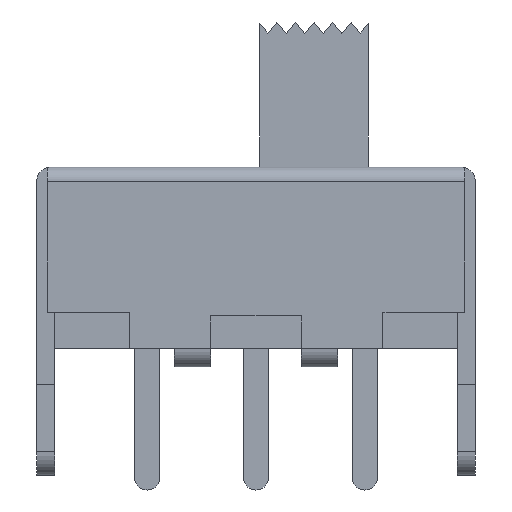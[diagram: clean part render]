
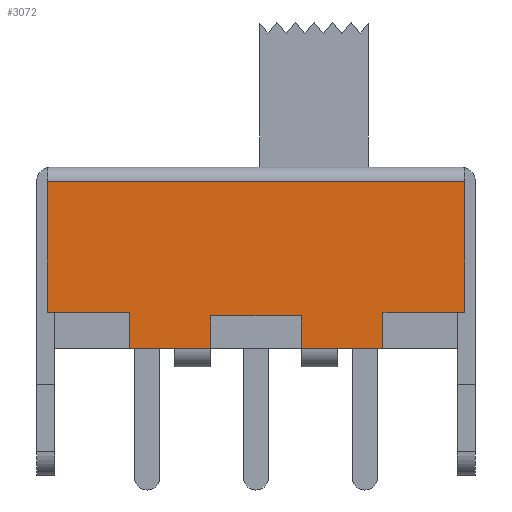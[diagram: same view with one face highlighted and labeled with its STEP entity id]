
A CAD part, left-side view. The second image highlights one B-rep face of the part: STEP entity #3072.
In plain terms, the highlighted planar face has unit normal (-1, 0, 0).
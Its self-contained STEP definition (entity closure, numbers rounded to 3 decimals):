
#384=ORIENTED_EDGE('',*,*,#866,.F.);
#385=ORIENTED_EDGE('',*,*,#956,.T.);
#386=ORIENTED_EDGE('',*,*,#957,.F.);
#387=ORIENTED_EDGE('',*,*,#958,.F.);
#388=ORIENTED_EDGE('',*,*,#959,.F.);
#389=ORIENTED_EDGE('',*,*,#960,.T.);
#390=ORIENTED_EDGE('',*,*,#849,.T.);
#391=ORIENTED_EDGE('',*,*,#903,.F.);
#392=ORIENTED_EDGE('',*,*,#961,.F.);
#393=ORIENTED_EDGE('',*,*,#962,.F.);
#394=ORIENTED_EDGE('',*,*,#943,.T.);
#395=ORIENTED_EDGE('',*,*,#963,.T.);
#396=ORIENTED_EDGE('',*,*,#964,.F.);
#397=ORIENTED_EDGE('',*,*,#965,.F.);
#398=ORIENTED_EDGE('',*,*,#966,.F.);
#399=ORIENTED_EDGE('',*,*,#891,.F.);
#849=EDGE_CURVE('',#1161,#1160,#1382,.T.);
#866=EDGE_CURVE('',#1176,#1177,#1393,.T.);
#891=EDGE_CURVE('',#1177,#1197,#1412,.T.);
#903=EDGE_CURVE('',#1204,#1160,#1424,.T.);
#943=EDGE_CURVE('',#1226,#1227,#1458,.T.);
#956=EDGE_CURVE('',#1176,#1235,#1470,.F.);
#957=EDGE_CURVE('',#1236,#1235,#1471,.T.);
#958=EDGE_CURVE('',#1237,#1236,#1472,.T.);
#959=EDGE_CURVE('',#1238,#1237,#1473,.T.);
#960=EDGE_CURVE('',#1238,#1161,#1474,.T.);
#961=EDGE_CURVE('',#1239,#1204,#1475,.T.);
#962=EDGE_CURVE('',#1226,#1239,#1476,.T.);
#963=EDGE_CURVE('',#1227,#1240,#1477,.T.);
#964=EDGE_CURVE('',#1241,#1240,#1478,.T.);
#965=EDGE_CURVE('',#1242,#1241,#1479,.T.);
#966=EDGE_CURVE('',#1197,#1242,#1480,.T.);
#1160=VERTEX_POINT('',#4142);
#1161=VERTEX_POINT('',#4144);
#1176=VERTEX_POINT('',#4178);
#1177=VERTEX_POINT('',#4180);
#1197=VERTEX_POINT('',#4230);
#1204=VERTEX_POINT('',#4251);
#1226=VERTEX_POINT('',#4323);
#1227=VERTEX_POINT('',#4324);
#1235=VERTEX_POINT('',#4347);
#1236=VERTEX_POINT('',#4349);
#1237=VERTEX_POINT('',#4351);
#1238=VERTEX_POINT('',#4353);
#1239=VERTEX_POINT('',#4356);
#1240=VERTEX_POINT('',#4359);
#1241=VERTEX_POINT('',#4361);
#1242=VERTEX_POINT('',#4363);
#1382=LINE('',#4143,#1665);
#1393=LINE('',#4179,#1676);
#1412=LINE('',#4229,#1695);
#1424=LINE('',#4252,#1707);
#1458=LINE('',#4322,#1741);
#1470=LINE('',#4346,#1753);
#1471=LINE('',#4348,#1754);
#1472=LINE('',#4350,#1755);
#1473=LINE('',#4352,#1756);
#1474=LINE('',#4354,#1757);
#1475=LINE('',#4355,#1758);
#1476=LINE('',#4357,#1759);
#1477=LINE('',#4358,#1760);
#1478=LINE('',#4360,#1761);
#1479=LINE('',#4362,#1762);
#1480=LINE('',#4364,#1763);
#1665=VECTOR('',#3480,1000.);
#1676=VECTOR('',#3509,1000.);
#1695=VECTOR('',#3550,1000.);
#1707=VECTOR('',#3568,1000.);
#1741=VECTOR('',#3632,1000.);
#1753=VECTOR('',#3650,1000.);
#1754=VECTOR('',#3651,1000.);
#1755=VECTOR('',#3652,1000.);
#1756=VECTOR('',#3653,1000.);
#1757=VECTOR('',#3654,1000.);
#1758=VECTOR('',#3655,1000.);
#1759=VECTOR('',#3656,1000.);
#1760=VECTOR('',#3657,1000.);
#1761=VECTOR('',#3658,1000.);
#1762=VECTOR('',#3659,1000.);
#1763=VECTOR('',#3660,1000.);
#1905=EDGE_LOOP('',(#384,#385,#386,#387,#388,#389,#390,#391,#392,#393,#394,
#395,#396,#397,#398,#399));
#2028=FACE_BOUND('',#1905,.T.);
#2143=PLANE('',#3228);
#3072=ADVANCED_FACE('',(#2028),#2143,.T.);
#3228=AXIS2_PLACEMENT_3D('',#4345,#3648,#3649);
#3480=DIRECTION('',(0.,0.,1.));
#3509=DIRECTION('',(0.,0.,1.));
#3550=DIRECTION('',(0.,1.,0.));
#3568=DIRECTION('',(0.,1.,0.));
#3632=DIRECTION('',(0.,0.,1.));
#3648=DIRECTION('',(-1.,0.,0.));
#3649=DIRECTION('',(0.,0.,1.));
#3650=DIRECTION('',(0.,1.,0.));
#3651=DIRECTION('',(0.,0.,-1.));
#3652=DIRECTION('',(0.,1.,0.));
#3653=DIRECTION('',(0.,0.,1.));
#3654=DIRECTION('',(0.,-1.,0.));
#3655=DIRECTION('',(0.,0.,-1.));
#3656=DIRECTION('',(0.,1.,0.));
#3657=DIRECTION('',(0.,1.,0.));
#3658=DIRECTION('',(0.,0.,1.));
#3659=DIRECTION('',(0.,1.,0.));
#3660=DIRECTION('',(0.,0.,1.));
#4142=CARTESIAN_POINT('',(-2.9,-2.25,-0.75));
#4143=CARTESIAN_POINT('',(-2.9,-2.25,-1.254));
#4144=CARTESIAN_POINT('',(-2.9,-2.25,-0.754));
#4178=CARTESIAN_POINT('',(-2.9,2.25,-0.754));
#4179=CARTESIAN_POINT('',(-2.9,2.25,-1.254));
#4180=CARTESIAN_POINT('',(-2.9,2.25,-0.75));
#4229=CARTESIAN_POINT('',(-2.9,-5.75,-0.75));
#4230=CARTESIAN_POINT('',(-2.9,3.5,-0.75));
#4251=CARTESIAN_POINT('',(-2.9,-3.5,-0.75));
#4252=CARTESIAN_POINT('',(-2.9,-5.75,-0.75));
#4322=CARTESIAN_POINT('',(-2.9,-5.75,3.85));
#4323=CARTESIAN_POINT('',(-2.9,-5.75,0.25));
#4324=CARTESIAN_POINT('',(-2.9,-5.75,3.85));
#4345=CARTESIAN_POINT('',(-2.9,-5.75,3.85));
#4346=CARTESIAN_POINT('',(-2.9,1.25,-0.754));
#4347=CARTESIAN_POINT('',(-2.9,1.25,-0.754));
#4348=CARTESIAN_POINT('',(-2.9,1.25,3.85));
#4349=CARTESIAN_POINT('',(-2.9,1.25,0.15));
#4350=CARTESIAN_POINT('',(-2.9,-5.75,0.15));
#4351=CARTESIAN_POINT('',(-2.9,-1.25,0.15));
#4352=CARTESIAN_POINT('',(-2.9,-1.25,3.85));
#4353=CARTESIAN_POINT('',(-2.9,-1.25,-0.754));
#4354=CARTESIAN_POINT('',(-2.9,-5.75,-0.754));
#4355=CARTESIAN_POINT('',(-2.9,-3.5,3.85));
#4356=CARTESIAN_POINT('',(-2.9,-3.5,0.25));
#4357=CARTESIAN_POINT('',(-2.9,-5.75,0.25));
#4358=CARTESIAN_POINT('',(-2.9,-5.75,3.85));
#4359=CARTESIAN_POINT('',(-2.9,5.75,3.85));
#4360=CARTESIAN_POINT('',(-2.9,5.75,3.85));
#4361=CARTESIAN_POINT('',(-2.9,5.75,0.25));
#4362=CARTESIAN_POINT('',(-2.9,-5.75,0.25));
#4363=CARTESIAN_POINT('',(-2.9,3.5,0.25));
#4364=CARTESIAN_POINT('',(-2.9,3.5,3.85));
